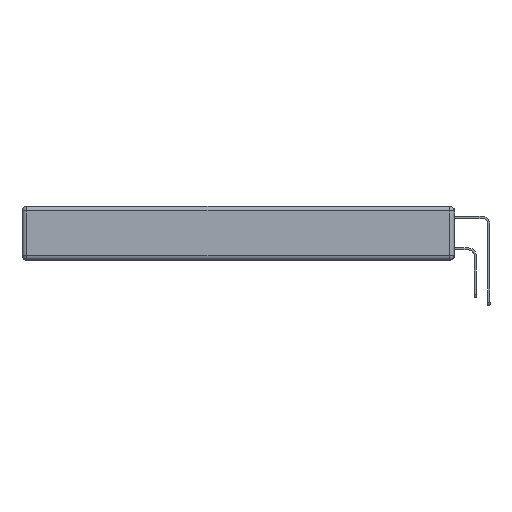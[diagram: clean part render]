
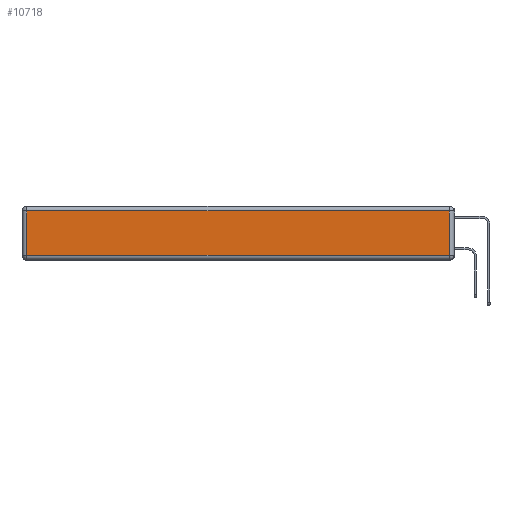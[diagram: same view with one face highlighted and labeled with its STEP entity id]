
A CAD part, left-side view. The second image highlights one B-rep face of the part: STEP entity #10718.
In plain terms, the highlighted planar face has unit normal (-1, 0, 0).
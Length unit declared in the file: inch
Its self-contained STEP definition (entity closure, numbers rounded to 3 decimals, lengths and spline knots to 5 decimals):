
#1077 = VERTEX_POINT ( 'NONE', #6953 ) ;
#1537 = ORIENTED_EDGE ( 'NONE', *, *, #6771, .T. ) ;
#1884 = EDGE_CURVE ( 'NONE', #10709, #10598, #11945, .T. ) ;
#4084 = CARTESIAN_POINT ( 'NONE',  ( 0., 0.03, -0.313 ) ) ;
#4507 = VECTOR ( 'NONE', #19746, 39.37008 ) ;
#4903 = DIRECTION ( 'NONE',  ( 0., -1., 0. ) ) ;
#5156 = AXIS2_PLACEMENT_3D ( 'NONE', #20968, #6433, #13554 ) ;
#6349 = LINE ( 'NONE', #17241, #21390 ) ;
#6433 = DIRECTION ( 'NONE',  ( -1., 0., 0. ) ) ;
#6771 = EDGE_CURVE ( 'NONE', #15600, #10709, #21619, .T. ) ;
#6953 = CARTESIAN_POINT ( 'NONE',  ( 0., 0.03, -0.03 ) ) ;
#8067 = ORIENTED_EDGE ( 'NONE', *, *, #1884, .T. ) ;
#9173 = CARTESIAN_POINT ( 'NONE',  ( 0., 2.72, -0.343 ) ) ;
#9808 = FACE_OUTER_BOUND ( 'NONE', #18374, .T. ) ;
#10361 = VECTOR ( 'NONE', #4903, 39.37008 ) ;
#10598 = VERTEX_POINT ( 'NONE', #4084 ) ;
#10709 = VERTEX_POINT ( 'NONE', #15566 ) ;
#10718 = ADVANCED_FACE ( 'NONE', ( #9808 ), #13439, .T. ) ;
#11945 = LINE ( 'NONE', #17454, #10361 ) ;
#12216 = CARTESIAN_POINT ( 'NONE',  ( 0., 0.03, -0.343 ) ) ;
#12444 = LINE ( 'NONE', #12216, #4507 ) ;
#13439 = PLANE ( 'NONE',  #5156 ) ;
#13554 = DIRECTION ( 'NONE',  ( 0., 0., 1. ) ) ;
#14210 = DIRECTION ( 'NONE',  ( 0., 0., -1. ) ) ;
#15419 = ORIENTED_EDGE ( 'NONE', *, *, #21439, .T. ) ;
#15566 = CARTESIAN_POINT ( 'NONE',  ( 0., 2.72, -0.313 ) ) ;
#15600 = VERTEX_POINT ( 'NONE', #20563 ) ;
#16854 = VECTOR ( 'NONE', #14210, 39.37008 ) ;
#17241 = CARTESIAN_POINT ( 'NONE',  ( 0., 2.75, -0.03 ) ) ;
#17454 = CARTESIAN_POINT ( 'NONE',  ( 0., 0., -0.313 ) ) ;
#18374 = EDGE_LOOP ( 'NONE', ( #8067, #19786, #15419, #1537 ) ) ;
#19746 = DIRECTION ( 'NONE',  ( 0., 0., 1. ) ) ;
#19786 = ORIENTED_EDGE ( 'NONE', *, *, #21214, .T. ) ;
#20443 = DIRECTION ( 'NONE',  ( 0., 1., 0. ) ) ;
#20563 = CARTESIAN_POINT ( 'NONE',  ( 0., 2.72, -0.03 ) ) ;
#20968 = CARTESIAN_POINT ( 'NONE',  ( 0., 0., -0.343 ) ) ;
#21214 = EDGE_CURVE ( 'NONE', #10598, #1077, #12444, .T. ) ;
#21390 = VECTOR ( 'NONE', #20443, 39.37008 ) ;
#21439 = EDGE_CURVE ( 'NONE', #1077, #15600, #6349, .T. ) ;
#21619 = LINE ( 'NONE', #9173, #16854 ) ;
